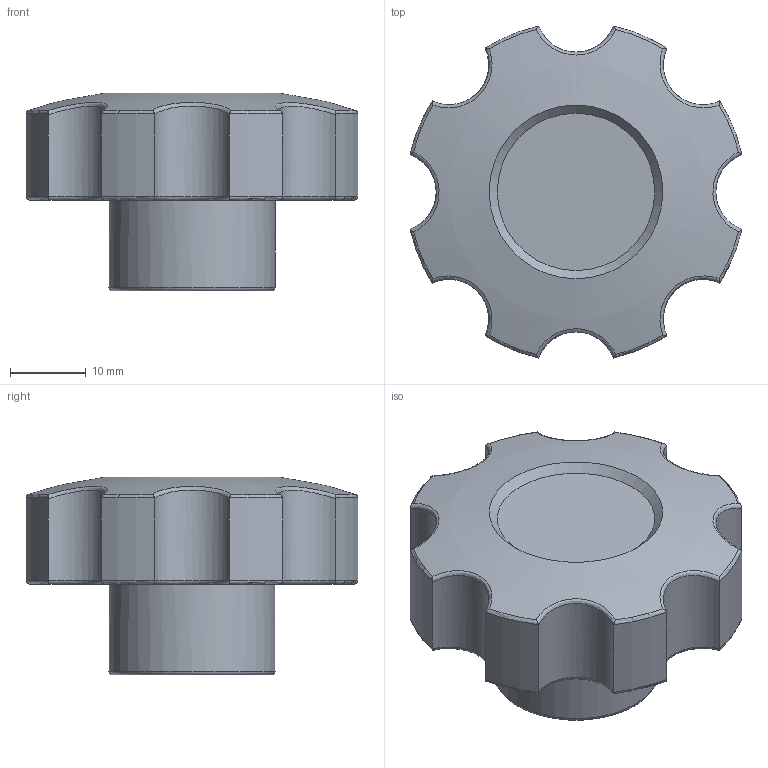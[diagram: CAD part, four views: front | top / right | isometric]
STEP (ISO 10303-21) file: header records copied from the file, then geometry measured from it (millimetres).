
FILE_DESCRIPTION( ( 'Unknown' ), '1' );
FILE_NAME( '6303040_VBA45_M08.stp', 'Unknown', ( 'Unknown' ), ( 'Unknown' ), 'PSStep 11.0', 'Unknown', ' ' );
FILE_SCHEMA( ( 'AUTOMOTIVE_DESIGN { 1 0 10303 214 1 1 1 1 }' ) );
Length unit declared in the file: millimetre
Products named in the file (1): 6303040
Bounding box: 43.91 x 43.91 x 26.18 mm (x, y, z)
Volume: 18611.3 mm3; surface area: 7372.5 mm2
Topology: 1 solids, 1 shells, 81 faces, 216 edges, 138 vertices
Faces by surface type: torus 30, cylinder 19, plane 15, cone 8, bspline 8, sphere 1
Full cylindrical faces by diameter (mm): 6.647 x2, 22 x1
Entity records: 7504 total; most frequent: CARTESIAN_POINT 5053, ORIENTED_EDGE 396, DIRECTION 336, EDGE_CURVE 198, AXIS2_PLACEMENT_3D 152, VERTEX_POINT 131, EDGE_LOOP 92, B_SPLINE_CURVE_WITH_KNOTS 88
